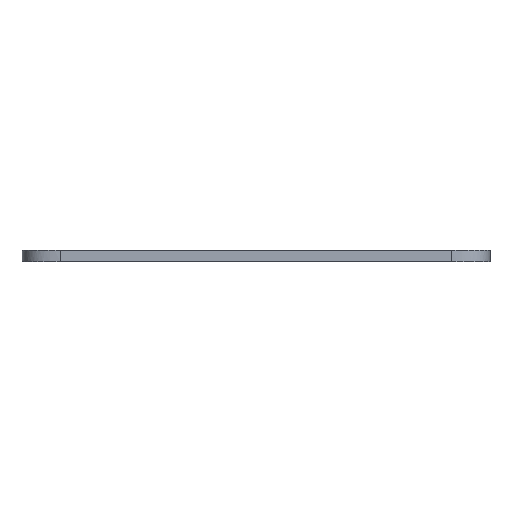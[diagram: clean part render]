
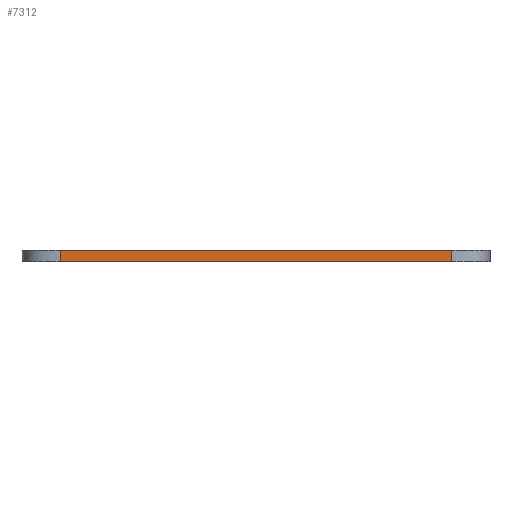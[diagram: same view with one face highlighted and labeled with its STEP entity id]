
A CAD part, front view. The second image highlights one B-rep face of the part: STEP entity #7312.
In plain terms, the highlighted planar face has unit normal (0, -1, 0).
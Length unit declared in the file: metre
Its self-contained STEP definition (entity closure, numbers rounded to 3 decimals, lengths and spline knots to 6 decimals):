
#522=B_SPLINE_CURVE_WITH_KNOTS('',3,(#9884,#9885,#9886,#9887),
 .UNSPECIFIED.,.F.,.F.,(4,4),(0.,1.),.UNSPECIFIED.);
#523=B_SPLINE_CURVE_WITH_KNOTS('',3,(#9891,#9892,#9893,#9894),
 .UNSPECIFIED.,.F.,.F.,(4,4),(0.,1.),.UNSPECIFIED.);
#802=ORIENTED_EDGE('',*,*,#3110,.T.);
#803=ORIENTED_EDGE('',*,*,#3111,.T.);
#804=ORIENTED_EDGE('',*,*,#3112,.F.);
#805=ORIENTED_EDGE('',*,*,#3113,.T.);
#3110=EDGE_CURVE('',#4264,#4265,#5032,.T.);
#3111=EDGE_CURVE('',#4265,#4266,#522,.T.);
#3112=EDGE_CURVE('',#4267,#4266,#5033,.T.);
#3113=EDGE_CURVE('',#4267,#4264,#523,.T.);
#4264=VERTEX_POINT('',#9882);
#4265=VERTEX_POINT('',#9883);
#4266=VERTEX_POINT('',#9888);
#4267=VERTEX_POINT('',#9890);
#5032=LINE('',#9881,#5662);
#5033=LINE('',#9889,#5663);
#5662=VECTOR('',#8225,1.);
#5663=VECTOR('',#8226,1.);
#6290=EDGE_LOOP('',(#802,#803,#804,#805));
#6736=FACE_BOUND('',#6290,.T.);
#7182=PLANE('',#7713);
#7312=ADVANCED_FACE('',(#6736),#7182,.F.);
#7713=AXIS2_PLACEMENT_3D('',#9880,#8223,#8224);
#8223=DIRECTION('',(0.,1.,0.));
#8224=DIRECTION('',(0.,0.,1.));
#8225=DIRECTION('',(1.,0.,0.));
#8226=DIRECTION('',(1.,0.,0.));
#9880=CARTESIAN_POINT('',(-0.000315,-0.064185,0.0015));
#9881=CARTESIAN_POINT('',(-0.000315,-0.064185,0.));
#9882=CARTESIAN_POINT('',(-0.025915,-0.064185,0.));
#9883=CARTESIAN_POINT('',(0.025285,-0.064185,0.));
#9884=CARTESIAN_POINT('',(0.025285,-0.064185,0.));
#9885=CARTESIAN_POINT('',(0.025285,-0.064185,0.0005));
#9886=CARTESIAN_POINT('',(0.025285,-0.064185,0.001));
#9887=CARTESIAN_POINT('',(0.025285,-0.064185,0.0015));
#9888=CARTESIAN_POINT('',(0.025285,-0.064185,0.0015));
#9889=CARTESIAN_POINT('',(-0.000315,-0.064185,0.0015));
#9890=CARTESIAN_POINT('',(-0.025915,-0.064185,0.0015));
#9891=CARTESIAN_POINT('',(-0.025915,-0.064185,0.0015));
#9892=CARTESIAN_POINT('',(-0.025915,-0.064185,0.001));
#9893=CARTESIAN_POINT('',(-0.025915,-0.064185,0.0005));
#9894=CARTESIAN_POINT('',(-0.025915,-0.064185,0.));
